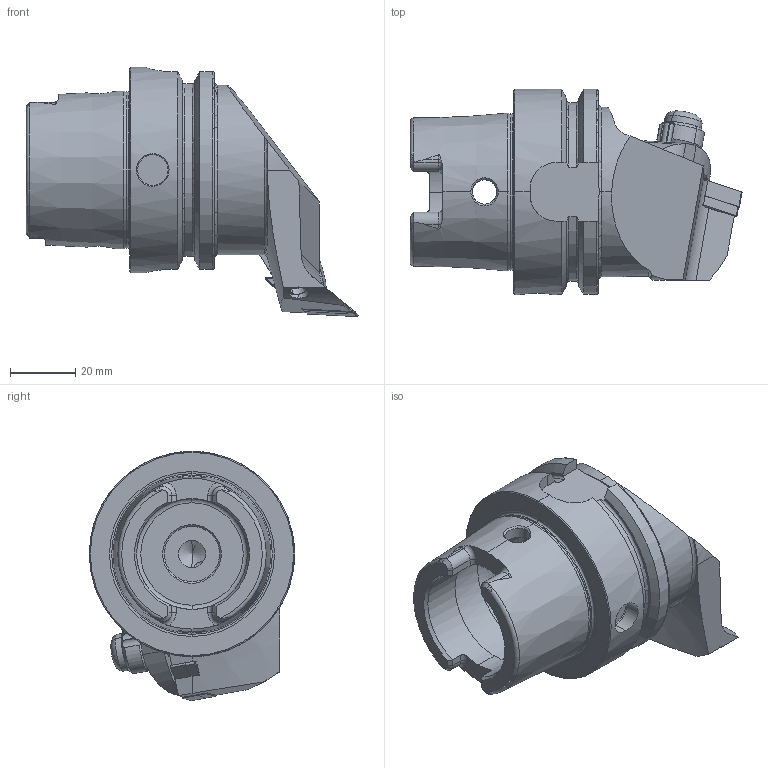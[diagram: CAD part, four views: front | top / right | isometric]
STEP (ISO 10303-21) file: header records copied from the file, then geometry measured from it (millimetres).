
FILE_DESCRIPTION (( 'STEP AP214' ), '1' );
FILE_NAME ('HA6.KVD.RJA.070.STEP', '2020-09-17T08:22:08', ( '' ), ( '' ), 'SwSTEP 2.0', 'SolidWorks 2017', '' );
FILE_SCHEMA (( 'AUTOMOTIVE_DESIGN' ));
Length unit declared in the file: millimetre
Products named in the file (11): VNMG160404; ISO 13337 - 3 x 12_PreviewCfg; WCB-ER2.001.009_A; KVT_MB_600_060; WVD-ER2.101.003_A; WCC-ER5.102.012_B; WCC-ER5.102.005_A; WCC-ER4.103.032_A; HA6-KVD.RJA.070_C; WCC-ER3.102.024_C; HA6.KVD.RJA.070
Assembly tree (10 placements, depth 2):
  HA6.KVD.RJA.070
    HA6-KVD.RJA.070_C
    WVD-ER2.101.003_A
    WCB-ER2.001.009_A
    VNMG160404
    WCC-ER3.102.024_C
    WCC-ER5.102.012_B
    WCC-ER5.102.005_A
    WCC-ER4.103.032_A
    ISO 13337 - 3 x 12_PreviewCfg
    KVT_MB_600_060
Bounding box: 101.9 x 63 x 76.5 mm (x, y, z)
Volume: 129783.6 mm3; surface area: 34444.4 mm2
Topology: 11 solids, 11 shells, 470 faces, 1180 edges, 720 vertices
Faces by surface type: cylinder 150, plane 129, cone 109, torus 62, bspline 16, sphere 4
Entity records: 16807 total; most frequent: CARTESIAN_POINT 5137, ORIENTED_EDGE 2322, DIRECTION 2266, EDGE_CURVE 1161, AXIS2_PLACEMENT_3D 912, VERTEX_POINT 717, EDGE_LOOP 498, ADVANCED_FACE 470
